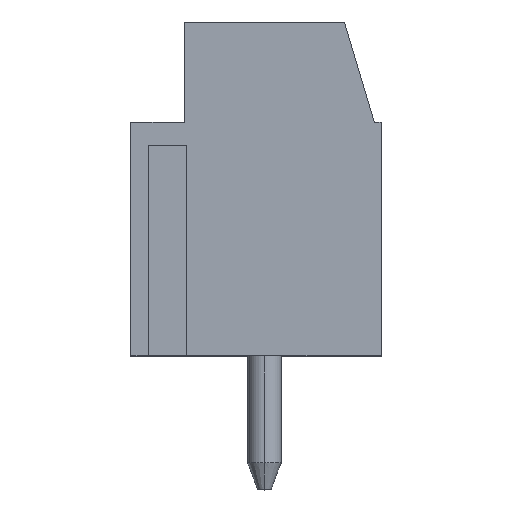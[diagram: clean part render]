
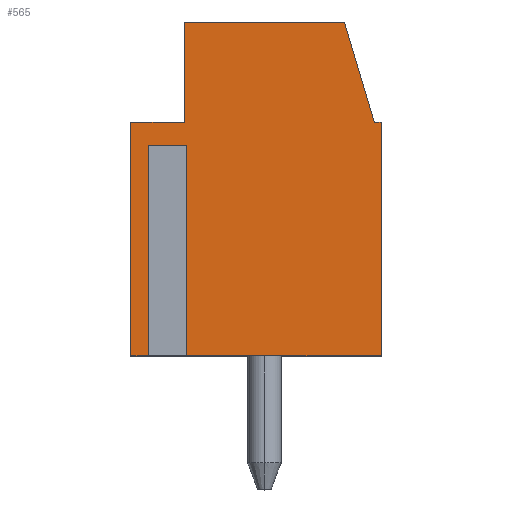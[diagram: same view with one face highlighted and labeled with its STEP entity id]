
A CAD part, top view. The second image highlights one B-rep face of the part: STEP entity #565.
In plain terms, the highlighted planar face has unit normal (0, 0, 1).
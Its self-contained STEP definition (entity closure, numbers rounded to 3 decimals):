
#35 = VECTOR ( 'NONE', #733, 1000. ) ;
#40 = CARTESIAN_POINT ( 'NONE',  ( -611.362, 0., 0. ) ) ;
#59 = VERTEX_POINT ( 'NONE', #137 ) ;
#85 = LINE ( 'NONE', #1202, #1726 ) ;
#123 = LINE ( 'NONE', #130, #1802 ) ;
#130 = CARTESIAN_POINT ( 'NONE',  ( -610.837, 0., 0. ) ) ;
#137 = CARTESIAN_POINT ( 'NONE',  ( -610.837, -517.614, 0. ) ) ;
#149 = LINE ( 'NONE', #1038, #1770 ) ;
#280 = VERTEX_POINT ( 'NONE', #1987 ) ;
#333 = CARTESIAN_POINT ( 'NONE',  ( -609.687, 0., 0. ) ) ;
#363 = CARTESIAN_POINT ( 'NONE',  ( -604.962, -507.614, 0. ) ) ;
#433 = VECTOR ( 'NONE', #1163, 1000. ) ;
#485 = CARTESIAN_POINT ( 'NONE',  ( -611.362, -517.614, 0. ) ) ;
#486 = LINE ( 'NONE', #1990, #35 ) ;
#513 = VECTOR ( 'NONE', #1602, 1000. ) ;
#539 = VECTOR ( 'NONE', #1783, 1000. ) ;
#547 = DIRECTION ( 'NONE',  ( 0., -1., 0. ) ) ;
#565 = ADVANCED_FACE ( 'NONE', ( #1931 ), #1590, .T. ) ;
#594 = VECTOR ( 'NONE', #547, 1000. ) ;
#625 = CARTESIAN_POINT ( 'NONE',  ( -610.062, -510.614, 0. ) ) ;
#629 = LINE ( 'NONE', #625, #1853 ) ;
#642 = DIRECTION ( 'NONE',  ( 1., 0., 0. ) ) ;
#663 = ORIENTED_EDGE ( 'NONE', *, *, #1731, .T. ) ;
#666 = VERTEX_POINT ( 'NONE', #1456 ) ;
#733 = DIRECTION ( 'NONE',  ( -1., 0., 0. ) ) ;
#737 = ORIENTED_EDGE ( 'NONE', *, *, #1809, .T. ) ;
#743 = CARTESIAN_POINT ( 'NONE',  ( 0., 0., 0. ) ) ;
#757 = ORIENTED_EDGE ( 'NONE', *, *, #1860, .T. ) ;
#759 = ORIENTED_EDGE ( 'NONE', *, *, #1458, .T. ) ;
#782 = ORIENTED_EDGE ( 'NONE', *, *, #1488, .T. ) ;
#785 = DIRECTION ( 'NONE',  ( 1., 0., 0. ) ) ;
#799 = DIRECTION ( 'NONE',  ( 0., 1., 0. ) ) ;
#815 = ORIENTED_EDGE ( 'NONE', *, *, #1544, .T. ) ;
#843 = ORIENTED_EDGE ( 'NONE', *, *, #1871, .F. ) ;
#866 = ORIENTED_EDGE ( 'NONE', *, *, #1831, .T. ) ;
#870 = ORIENTED_EDGE ( 'NONE', *, *, #1576, .T. ) ;
#886 = LINE ( 'NONE', #1787, #433 ) ;
#898 = CARTESIAN_POINT ( 'NONE',  ( -604.062, -510.614, 0. ) ) ;
#915 = ORIENTED_EDGE ( 'NONE', *, *, #1643, .T. ) ;
#968 = CARTESIAN_POINT ( 'NONE',  ( 0., -511.314, 0. ) ) ;
#986 = LINE ( 'NONE', #2076, #539 ) ;
#993 = VERTEX_POINT ( 'NONE', #363 ) ;
#1006 = CARTESIAN_POINT ( 'NONE',  ( -609.762, -510.614, 0. ) ) ;
#1031 = DIRECTION ( 'NONE',  ( 0., -1., 0. ) ) ;
#1038 = CARTESIAN_POINT ( 'NONE',  ( -603.862, 0., 0. ) ) ;
#1045 = VERTEX_POINT ( 'NONE', #1181 ) ;
#1056 = DIRECTION ( 'NONE',  ( 1., 0., 0. ) ) ;
#1060 = CARTESIAN_POINT ( 'NONE',  ( -609.687, -511.314, 0. ) ) ;
#1131 = LINE ( 'NONE', #40, #594 ) ;
#1150 = CARTESIAN_POINT ( 'NONE',  ( -609.687, -517.614, 0. ) ) ;
#1163 = DIRECTION ( 'NONE',  ( -0.287, 0.958, 0. ) ) ;
#1167 = DIRECTION ( 'NONE',  ( -1., 0., 0. ) ) ;
#1181 = CARTESIAN_POINT ( 'NONE',  ( -603.862, -517.614, 0. ) ) ;
#1183 = VERTEX_POINT ( 'NONE', #898 ) ;
#1185 = VERTEX_POINT ( 'NONE', #1060 ) ;
#1202 = CARTESIAN_POINT ( 'NONE',  ( 0., -517.614, 0. ) ) ;
#1282 = DIRECTION ( 'NONE',  ( 0., 0., 1. ) ) ;
#1296 = EDGE_CURVE ( 'NONE', #1784, #1690, #629, .T. ) ;
#1373 = DIRECTION ( 'NONE',  ( 0., 1., 0. ) ) ;
#1383 = LINE ( 'NONE', #968, #513 ) ;
#1456 = CARTESIAN_POINT ( 'NONE',  ( -609.762, -507.614, 0. ) ) ;
#1458 = EDGE_CURVE ( 'NONE', #59, #2013, #123, .T. ) ;
#1465 = LINE ( 'NONE', #333, #1825 ) ;
#1487 = AXIS2_PLACEMENT_3D ( 'NONE', #743, #1282, #642 ) ;
#1488 = EDGE_CURVE ( 'NONE', #2013, #1185, #1383, .T. ) ;
#1494 = CARTESIAN_POINT ( 'NONE',  ( 0., -507.614, 0. ) ) ;
#1528 = VERTEX_POINT ( 'NONE', #485 ) ;
#1544 = EDGE_CURVE ( 'NONE', #1185, #1549, #1465, .T. ) ;
#1549 = VERTEX_POINT ( 'NONE', #1150 ) ;
#1576 = EDGE_CURVE ( 'NONE', #280, #1183, #986, .T. ) ;
#1590 = PLANE ( 'NONE',  #1487 ) ;
#1602 = DIRECTION ( 'NONE',  ( 1., 0., 0. ) ) ;
#1620 = ORIENTED_EDGE ( 'NONE', *, *, #1296, .F. ) ;
#1635 = VECTOR ( 'NONE', #1167, 1000. ) ;
#1643 = EDGE_CURVE ( 'NONE', #1183, #993, #886, .T. ) ;
#1664 = ORIENTED_EDGE ( 'NONE', *, *, #1688, .T. ) ;
#1688 = EDGE_CURVE ( 'NONE', #993, #666, #2025, .T. ) ;
#1690 = VERTEX_POINT ( 'NONE', #1006 ) ;
#1701 = CARTESIAN_POINT ( 'NONE',  ( -610.837, -511.314, 0. ) ) ;
#1726 = VECTOR ( 'NONE', #1056, 1000. ) ;
#1731 = EDGE_CURVE ( 'NONE', #666, #1690, #1964, .T. ) ;
#1770 = VECTOR ( 'NONE', #1373, 1000. ) ;
#1783 = DIRECTION ( 'NONE',  ( -1., -0.003, 0. ) ) ;
#1784 = VERTEX_POINT ( 'NONE', #1974 ) ;
#1787 = CARTESIAN_POINT ( 'NONE',  ( -604.062, -510.614, 0. ) ) ;
#1802 = VECTOR ( 'NONE', #799, 1000. ) ;
#1809 = EDGE_CURVE ( 'NONE', #1784, #1528, #1131, .T. ) ;
#1824 = CARTESIAN_POINT ( 'NONE',  ( -609.762, 0., 0. ) ) ;
#1825 = VECTOR ( 'NONE', #2072, 1000. ) ;
#1831 = EDGE_CURVE ( 'NONE', #1045, #280, #149, .T. ) ;
#1853 = VECTOR ( 'NONE', #785, 1000. ) ;
#1860 = EDGE_CURVE ( 'NONE', #1528, #59, #85, .T. ) ;
#1871 = EDGE_CURVE ( 'NONE', #1045, #1549, #486, .T. ) ;
#1920 = VECTOR ( 'NONE', #1031, 1000. ) ;
#1931 = FACE_OUTER_BOUND ( 'NONE', #1951, .T. ) ;
#1951 = EDGE_LOOP ( 'NONE', ( #1664, #663, #1620, #737, #757, #759, #782, #815, #843, #866, #870, #915 ) ) ;
#1964 = LINE ( 'NONE', #1824, #1920 ) ;
#1974 = CARTESIAN_POINT ( 'NONE',  ( -611.362, -510.614, 0. ) ) ;
#1987 = CARTESIAN_POINT ( 'NONE',  ( -603.862, -510.614, 0. ) ) ;
#1990 = CARTESIAN_POINT ( 'NONE',  ( -607.612, -517.614, 0. ) ) ;
#2013 = VERTEX_POINT ( 'NONE', #1701 ) ;
#2025 = LINE ( 'NONE', #1494, #1635 ) ;
#2072 = DIRECTION ( 'NONE',  ( 0., -1., 0. ) ) ;
#2076 = CARTESIAN_POINT ( 'NONE',  ( -603.862, -510.614, 0. ) ) ;
